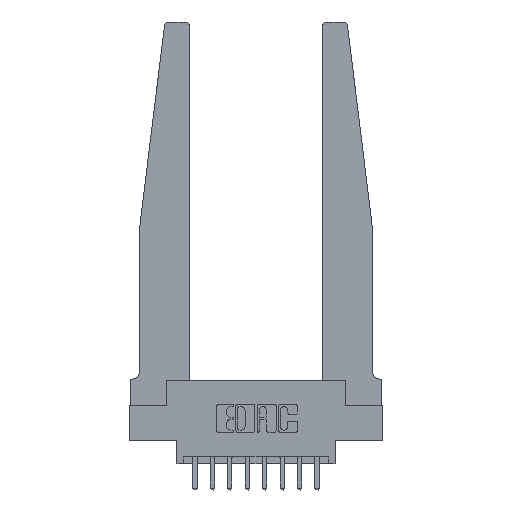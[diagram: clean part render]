
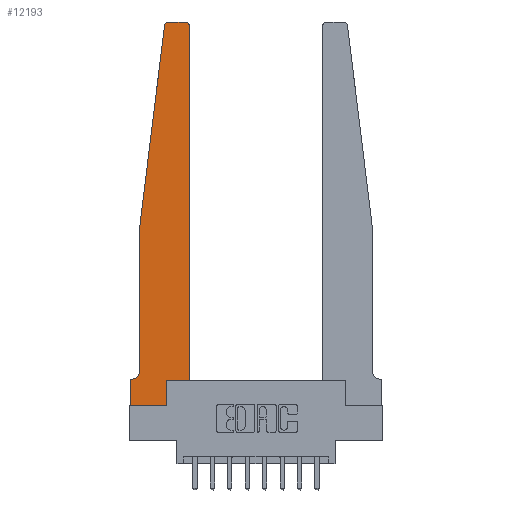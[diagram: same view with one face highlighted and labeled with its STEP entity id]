
A CAD part, top view. The second image highlights one B-rep face of the part: STEP entity #12193.
In plain terms, the highlighted planar face has unit normal (0, 0, 1).
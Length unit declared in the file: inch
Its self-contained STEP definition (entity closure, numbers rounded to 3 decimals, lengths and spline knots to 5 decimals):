
#219 = AXIS2_PLACEMENT_3D ( 'NONE', #1831, #7386, #12055 ) ;
#235 = ORIENTED_EDGE ( 'NONE', *, *, #10168, .T. ) ;
#305 = ORIENTED_EDGE ( 'NONE', *, *, #9316, .T. ) ;
#557 = CARTESIAN_POINT ( 'NONE',  ( 0., 0., 0.37 ) ) ;
#690 = EDGE_CURVE ( 'NONE', #12307, #2124, #12054, .T. ) ;
#949 = CARTESIAN_POINT ( 'NONE',  ( 0.065, 1.25, 0.37 ) ) ;
#1029 = CARTESIAN_POINT ( 'NONE',  ( 0.015, 0.1875, 0.37 ) ) ;
#1154 = CARTESIAN_POINT ( 'NONE',  ( 0.425, 2.72, 0.37 ) ) ;
#1158 = LINE ( 'NONE', #8455, #7937 ) ;
#1228 = LINE ( 'NONE', #14028, #6764 ) ;
#1478 = DIRECTION ( 'NONE',  ( 0., 1., 0. ) ) ;
#1545 = VECTOR ( 'NONE', #1478, 39.37008 ) ;
#1622 = VECTOR ( 'NONE', #6463, 39.37008 ) ;
#1648 = LINE ( 'NONE', #12155, #1622 ) ;
#1831 = CARTESIAN_POINT ( 'NONE',  ( 0.395, 2.72, 0.37 ) ) ;
#1872 = CARTESIAN_POINT ( 'NONE',  ( 0.2605, 0.18, 0.37 ) ) ;
#2025 = LINE ( 'NONE', #1872, #3630 ) ;
#2079 = VERTEX_POINT ( 'NONE', #5961 ) ;
#2124 = VERTEX_POINT ( 'NONE', #1154 ) ;
#2284 = ORIENTED_EDGE ( 'NONE', *, *, #7564, .T. ) ;
#2285 = ORIENTED_EDGE ( 'NONE', *, *, #690, .T. ) ;
#2475 = ORIENTED_EDGE ( 'NONE', *, *, #11483, .T. ) ;
#2524 = CARTESIAN_POINT ( 'NONE',  ( 0.065, 1.25, 0.37 ) ) ;
#2537 = CARTESIAN_POINT ( 'NONE',  ( 0., 0.1875, 0.37 ) ) ;
#2604 = DIRECTION ( 'NONE',  ( -0.122, -0.992, 0. ) ) ;
#2784 = CARTESIAN_POINT ( 'NONE',  ( 0.25, 2.75, 0.37 ) ) ;
#2853 = CARTESIAN_POINT ( 'NONE',  ( 0.065, 1.25, 0.37 ) ) ;
#3076 = EDGE_CURVE ( 'NONE', #14150, #12243, #1158, .T. ) ;
#3184 = VERTEX_POINT ( 'NONE', #14425 ) ;
#3328 = CIRCLE ( 'NONE', #10956, 0.03 ) ;
#3630 = VECTOR ( 'NONE', #6611, 39.37008 ) ;
#3643 = DIRECTION ( 'NONE',  ( -1., 0., 0. ) ) ;
#3883 = DIRECTION ( 'NONE',  ( 0., 0., -1. ) ) ;
#3901 = DIRECTION ( 'NONE',  ( 1., 0., 0. ) ) ;
#3935 = DIRECTION ( 'NONE',  ( -1., 0., 0. ) ) ;
#3951 = CIRCLE ( 'NONE', #219, 0.03 ) ;
#3986 = VERTEX_POINT ( 'NONE', #7293 ) ;
#4090 = DIRECTION ( 'NONE',  ( 1., 0., 0. ) ) ;
#4117 = EDGE_CURVE ( 'NONE', #3184, #11783, #3328, .T. ) ;
#4318 = CIRCLE ( 'NONE', #9487, 0.05 ) ;
#4629 = DIRECTION ( 'NONE',  ( 1., 0., 0. ) ) ;
#4894 = EDGE_LOOP ( 'NONE', ( #8784, #8210, #14383, #2284, #305, #11338, #235, #7301, #2475, #5786, #2285, #11686 ) ) ;
#5099 = CARTESIAN_POINT ( 'NONE',  ( 0.27653, 2.72, 0.37 ) ) ;
#5219 = CARTESIAN_POINT ( 'NONE',  ( 0., 0., 0.37 ) ) ;
#5487 = DIRECTION ( 'NONE',  ( 0., 0., 1. ) ) ;
#5786 = ORIENTED_EDGE ( 'NONE', *, *, #7837, .T. ) ;
#5961 = CARTESIAN_POINT ( 'NONE',  ( 0.2605, 0.18, 0.37 ) ) ;
#6132 = EDGE_CURVE ( 'NONE', #12806, #3986, #9689, .T. ) ;
#6285 = DIRECTION ( 'NONE',  ( 0., 0., 1. ) ) ;
#6288 = VECTOR ( 'NONE', #11752, 39.37008 ) ;
#6463 = DIRECTION ( 'NONE',  ( 0., -1., 0. ) ) ;
#6473 = VERTEX_POINT ( 'NONE', #14363 ) ;
#6501 = LINE ( 'NONE', #2784, #9454 ) ;
#6611 = DIRECTION ( 'NONE',  ( 0., 1., 0. ) ) ;
#6764 = VECTOR ( 'NONE', #13054, 39.37008 ) ;
#6776 = LINE ( 'NONE', #949, #6288 ) ;
#6820 = VERTEX_POINT ( 'NONE', #2853 ) ;
#7293 = CARTESIAN_POINT ( 'NONE',  ( 0.2605, 0., 0.37 ) ) ;
#7301 = ORIENTED_EDGE ( 'NONE', *, *, #6132, .T. ) ;
#7386 = DIRECTION ( 'NONE',  ( 0., 0., 1. ) ) ;
#7564 = EDGE_CURVE ( 'NONE', #6820, #9042, #6776, .T. ) ;
#7837 = EDGE_CURVE ( 'NONE', #2079, #12307, #1228, .T. ) ;
#7937 = VECTOR ( 'NONE', #3643, 39.37008 ) ;
#7946 = CARTESIAN_POINT ( 'NONE',  ( 0.065, 0.2375, 0.37 ) ) ;
#7970 = EDGE_CURVE ( 'NONE', #6473, #3184, #6501, .T. ) ;
#8084 = CARTESIAN_POINT ( 'NONE',  ( 0.24675, 2.72367, 0.37 ) ) ;
#8210 = ORIENTED_EDGE ( 'NONE', *, *, #4117, .T. ) ;
#8323 = EDGE_CURVE ( 'NONE', #11783, #6820, #13039, .T. ) ;
#8455 = CARTESIAN_POINT ( 'NONE',  ( 0.065, 0.1875, 0.37 ) ) ;
#8743 = VECTOR ( 'NONE', #2604, 39.37008 ) ;
#8784 = ORIENTED_EDGE ( 'NONE', *, *, #7970, .T. ) ;
#9042 = VERTEX_POINT ( 'NONE', #7946 ) ;
#9185 = CARTESIAN_POINT ( 'NONE',  ( 0., 0.1875, 0.37 ) ) ;
#9316 = EDGE_CURVE ( 'NONE', #9042, #14150, #4318, .T. ) ;
#9454 = VECTOR ( 'NONE', #3935, 39.37008 ) ;
#9487 = AXIS2_PLACEMENT_3D ( 'NONE', #11981, #3883, #12137 ) ;
#9689 = LINE ( 'NONE', #557, #13402 ) ;
#9720 = CARTESIAN_POINT ( 'NONE',  ( 0.425, 0.18, 0.37 ) ) ;
#10168 = EDGE_CURVE ( 'NONE', #12243, #12806, #1648, .T. ) ;
#10722 = CARTESIAN_POINT ( 'NONE',  ( 0.425, 0.18, 0.37 ) ) ;
#10956 = AXIS2_PLACEMENT_3D ( 'NONE', #5099, #6285, #4090 ) ;
#11338 = ORIENTED_EDGE ( 'NONE', *, *, #3076, .T. ) ;
#11483 = EDGE_CURVE ( 'NONE', #3986, #2079, #2025, .T. ) ;
#11686 = ORIENTED_EDGE ( 'NONE', *, *, #14808, .T. ) ;
#11752 = DIRECTION ( 'NONE',  ( 0., -1., 0. ) ) ;
#11783 = VERTEX_POINT ( 'NONE', #8084 ) ;
#11981 = CARTESIAN_POINT ( 'NONE',  ( 0.015, 0.2375, 0.37 ) ) ;
#12054 = LINE ( 'NONE', #10722, #1545 ) ;
#12055 = DIRECTION ( 'NONE',  ( 1., 0., 0. ) ) ;
#12137 = DIRECTION ( 'NONE',  ( -1., 0., 0. ) ) ;
#12155 = CARTESIAN_POINT ( 'NONE',  ( 0., 0., 0.37 ) ) ;
#12193 = ADVANCED_FACE ( 'NONE', ( #14871 ), #12734, .T. ) ;
#12243 = VERTEX_POINT ( 'NONE', #2537 ) ;
#12307 = VERTEX_POINT ( 'NONE', #9720 ) ;
#12734 = PLANE ( 'NONE',  #14692 ) ;
#12806 = VERTEX_POINT ( 'NONE', #5219 ) ;
#13039 = LINE ( 'NONE', #2524, #8743 ) ;
#13054 = DIRECTION ( 'NONE',  ( 1., 0., 0. ) ) ;
#13402 = VECTOR ( 'NONE', #3901, 39.37008 ) ;
#14028 = CARTESIAN_POINT ( 'NONE',  ( 0.425, 0.18, 0.37 ) ) ;
#14150 = VERTEX_POINT ( 'NONE', #1029 ) ;
#14363 = CARTESIAN_POINT ( 'NONE',  ( 0.395, 2.75, 0.37 ) ) ;
#14383 = ORIENTED_EDGE ( 'NONE', *, *, #8323, .T. ) ;
#14425 = CARTESIAN_POINT ( 'NONE',  ( 0.27653, 2.75, 0.37 ) ) ;
#14692 = AXIS2_PLACEMENT_3D ( 'NONE', #9185, #5487, #4629 ) ;
#14808 = EDGE_CURVE ( 'NONE', #2124, #6473, #3951, .T. ) ;
#14871 = FACE_OUTER_BOUND ( 'NONE', #4894, .T. ) ;
